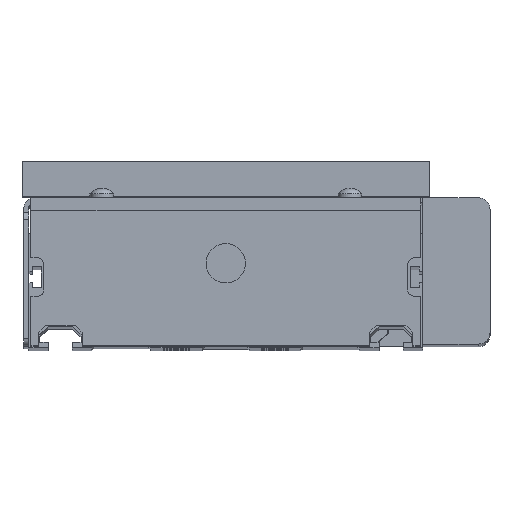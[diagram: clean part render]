
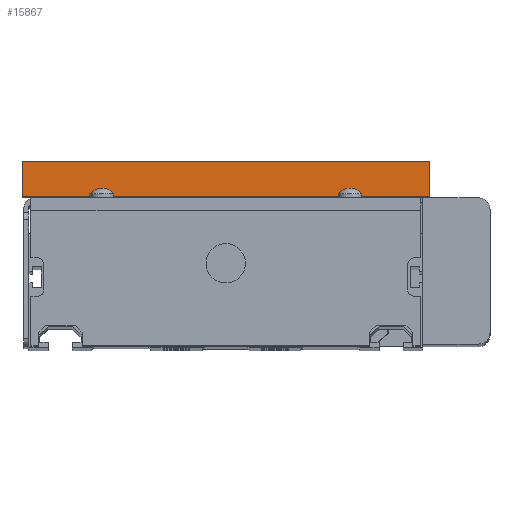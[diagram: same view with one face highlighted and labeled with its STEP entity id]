
A CAD part, top view. The second image highlights one B-rep face of the part: STEP entity #15867.
In plain terms, the highlighted planar face has unit normal (0, 0, 1).
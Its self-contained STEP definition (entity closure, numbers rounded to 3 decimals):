
#1013 = EDGE_CURVE ( 'NONE', #15930, #7266, #24572, .T. ) ;
#1608 = DIRECTION ( 'NONE',  ( 0., 1., 0. ) ) ;
#1712 = VECTOR ( 'NONE', #26607, 1000. ) ;
#2053 = VECTOR ( 'NONE', #22571, 1000. ) ;
#2083 = CARTESIAN_POINT ( 'NONE',  ( 51.75, 26.5, 90. ) ) ;
#2825 = ORIENTED_EDGE ( 'NONE', *, *, #21209, .T. ) ;
#2873 = ORIENTED_EDGE ( 'NONE', *, *, #13201, .F. ) ;
#3545 = AXIS2_PLACEMENT_3D ( 'NONE', #19253, #7049, #11518 ) ;
#3645 = LINE ( 'NONE', #15973, #2053 ) ;
#4618 = CARTESIAN_POINT ( 'NONE',  ( -51.75, 26.5, 90. ) ) ;
#6199 = LINE ( 'NONE', #20156, #15166 ) ;
#7049 = DIRECTION ( 'NONE',  ( 0., 0., 1. ) ) ;
#7266 = VERTEX_POINT ( 'NONE', #4618 ) ;
#9356 = FACE_OUTER_BOUND ( 'NONE', #24227, .T. ) ;
#9971 = EDGE_CURVE ( 'NONE', #15930, #19819, #3645, .T. ) ;
#10500 = CARTESIAN_POINT ( 'NONE',  ( -51.75, 17.5, 90. ) ) ;
#11518 = DIRECTION ( 'NONE',  ( 1., 0., 0. ) ) ;
#13166 = CARTESIAN_POINT ( 'NONE',  ( -51.75, 17.5, 90. ) ) ;
#13201 = EDGE_CURVE ( 'NONE', #7266, #20623, #15694, .T. ) ;
#13917 = DIRECTION ( 'NONE',  ( 1., 0., 0. ) ) ;
#14639 = ORIENTED_EDGE ( 'NONE', *, *, #1013, .F. ) ;
#15166 = VECTOR ( 'NONE', #1608, 1000. ) ;
#15694 = LINE ( 'NONE', #23913, #18219 ) ;
#15867 = ADVANCED_FACE ( 'NONE', ( #9356 ), #17757, .T. ) ;
#15930 = VERTEX_POINT ( 'NONE', #13166 ) ;
#15973 = CARTESIAN_POINT ( 'NONE',  ( -51.75, 17.5, 90. ) ) ;
#17757 = PLANE ( 'NONE',  #3545 ) ;
#18219 = VECTOR ( 'NONE', #13917, 1000. ) ;
#19253 = CARTESIAN_POINT ( 'NONE',  ( -51.75, 17.5, 90. ) ) ;
#19819 = VERTEX_POINT ( 'NONE', #23124 ) ;
#20156 = CARTESIAN_POINT ( 'NONE',  ( 51.75, 17.5, 90. ) ) ;
#20623 = VERTEX_POINT ( 'NONE', #2083 ) ;
#21209 = EDGE_CURVE ( 'NONE', #19819, #20623, #6199, .T. ) ;
#21256 = ORIENTED_EDGE ( 'NONE', *, *, #9971, .T. ) ;
#22571 = DIRECTION ( 'NONE',  ( 1., 0., 0. ) ) ;
#23124 = CARTESIAN_POINT ( 'NONE',  ( 51.75, 17.5, 90. ) ) ;
#23913 = CARTESIAN_POINT ( 'NONE',  ( -51.75, 26.5, 90. ) ) ;
#24227 = EDGE_LOOP ( 'NONE', ( #2873, #14639, #21256, #2825 ) ) ;
#24572 = LINE ( 'NONE', #10500, #1712 ) ;
#26607 = DIRECTION ( 'NONE',  ( 0., 1., 0. ) ) ;
